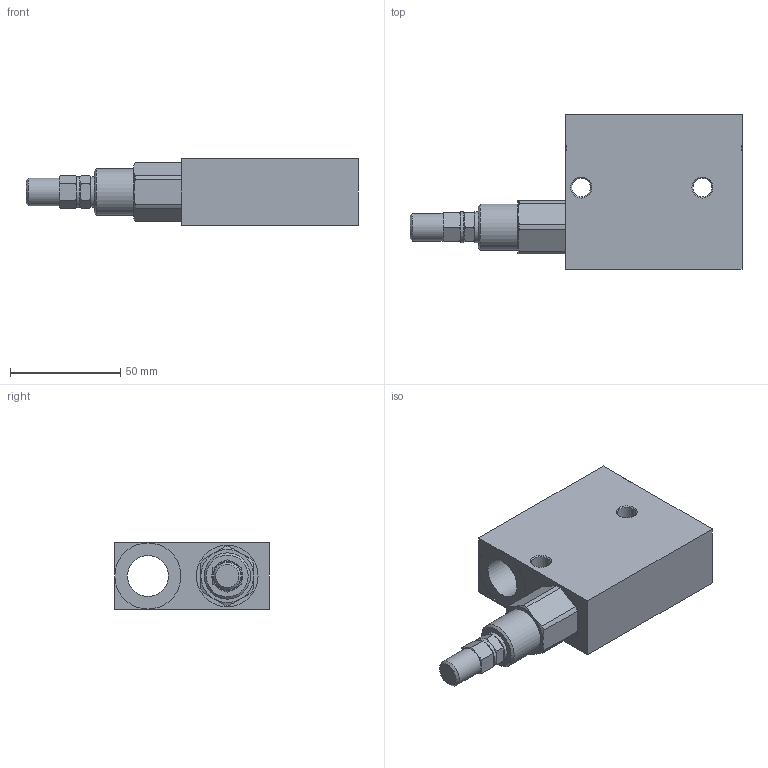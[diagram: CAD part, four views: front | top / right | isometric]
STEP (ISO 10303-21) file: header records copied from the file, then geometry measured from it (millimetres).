
FILE_DESCRIPTION(/* description */ ('Unknown'),/* implementation_level */ '2;1');
FILE_NAME(/* name */ 'V0660',/* time_stamp */ '2017-09-21T08:31:40+02:00',/* author */ ('Unknown'),/* organization */ ('Unknown'),/* preprocessor_version */ 'ST-DEVELOPER v16.7',/* originating_system */ 'DEX',/* authorisation */ $);
FILE_SCHEMA (('AUTOMOTIVE_DESIGN {1 0 10303 214 3 1 1}'));
Length unit declared in the file: millimetre
Products named in the file (1): V0660
Bounding box: 150.7 x 70 x 30 mm (x, y, z)
Volume: 163582.6 mm3; surface area: 30003.8 mm2
Topology: 1 solids, 1 shells, 84 faces, 187 edges, 113 vertices
Faces by surface type: plane 38, cone 26, cylinder 20
Full cylindrical faces by diameter (mm): 8.5 x2, 12.5 x1, 14 x2, 18.631 x1, 21 x1, 28 x1
Entity records: 2821 total; most frequent: CARTESIAN_POINT 471, DIRECTION 362, ORIENTED_EDGE 348, EDGE_CURVE 174, AXIS2_PLACEMENT_3D 151, VERTEX_POINT 116, EDGE_LOOP 114, FACE_BOUND 114
